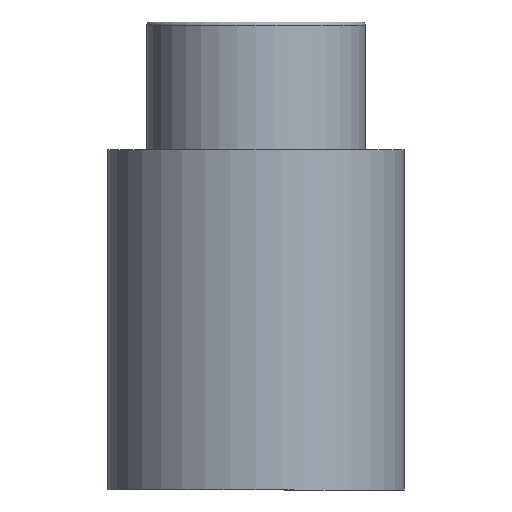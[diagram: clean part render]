
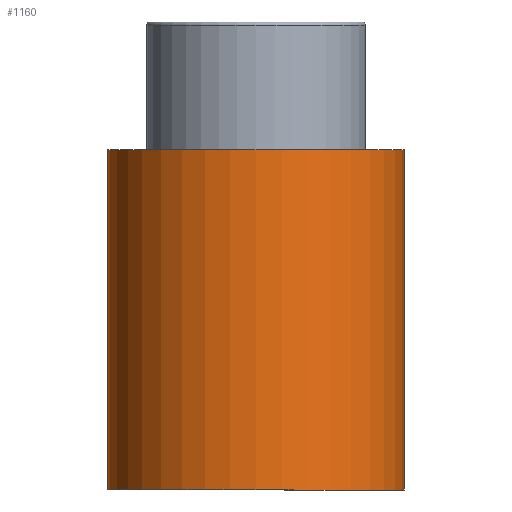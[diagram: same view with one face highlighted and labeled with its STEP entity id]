
A CAD part, front view. The second image highlights one B-rep face of the part: STEP entity #1160.
In plain terms, the highlighted cylindrical face has radius 47.5 mm (diameter 95 mm), a partial arc.
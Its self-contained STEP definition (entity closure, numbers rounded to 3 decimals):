
#58 = VECTOR ( 'NONE', #1212, 1000. ) ;
#108 = CARTESIAN_POINT ( 'NONE',  ( -47.5, 0., 0. ) ) ;
#119 = CARTESIAN_POINT ( 'NONE',  ( -47.5, 0., 109. ) ) ;
#140 = CARTESIAN_POINT ( 'NONE',  ( -47.5, 0., 0. ) ) ;
#200 = DIRECTION ( 'NONE',  ( 0., 0., -1. ) ) ;
#241 = FACE_OUTER_BOUND ( 'NONE', #598, .T. ) ;
#283 = CARTESIAN_POINT ( 'NONE',  ( 0., 0., 0. ) ) ;
#322 = ORIENTED_EDGE ( 'NONE', *, *, #648, .F. ) ;
#358 = EDGE_CURVE ( 'NONE', #1080, #900, #1004, .T. ) ;
#365 = EDGE_CURVE ( 'NONE', #530, #721, #421, .T. ) ;
#409 = CARTESIAN_POINT ( 'NONE',  ( 0., 0., 0. ) ) ;
#420 = CARTESIAN_POINT ( 'NONE',  ( 47.5, 0., 109. ) ) ;
#421 = CIRCLE ( 'NONE', #1229, 47.5 ) ;
#450 = AXIS2_PLACEMENT_3D ( 'NONE', #283, #1033, #828 ) ;
#483 = CYLINDRICAL_SURFACE ( 'NONE', #450, 47.5 ) ;
#530 = VERTEX_POINT ( 'NONE', #420 ) ;
#589 = LINE ( 'NONE', #108, #58 ) ;
#598 = EDGE_LOOP ( 'NONE', ( #322, #1237, #1260, #1198 ) ) ;
#604 = VECTOR ( 'NONE', #718, 1000. ) ;
#618 = DIRECTION ( 'NONE',  ( -1., 0., 0. ) ) ;
#648 = EDGE_CURVE ( 'NONE', #530, #1080, #888, .T. ) ;
#718 = DIRECTION ( 'NONE',  ( 0., 0., -1. ) ) ;
#721 = VERTEX_POINT ( 'NONE', #119 ) ;
#725 = DIRECTION ( 'NONE',  ( 0., 0., -1. ) ) ;
#738 = CARTESIAN_POINT ( 'NONE',  ( 47.5, 0., 0. ) ) ;
#790 = EDGE_CURVE ( 'NONE', #721, #900, #589, .T. ) ;
#828 = DIRECTION ( 'NONE',  ( -1., 0., 0. ) ) ;
#888 = LINE ( 'NONE', #738, #604 ) ;
#900 = VERTEX_POINT ( 'NONE', #140 ) ;
#1004 = CIRCLE ( 'NONE', #1084, 47.5 ) ;
#1033 = DIRECTION ( 'NONE',  ( 0., 0., -1. ) ) ;
#1080 = VERTEX_POINT ( 'NONE', #1130 ) ;
#1084 = AXIS2_PLACEMENT_3D ( 'NONE', #409, #200, #1223 ) ;
#1130 = CARTESIAN_POINT ( 'NONE',  ( 47.5, 0., 0. ) ) ;
#1160 = ADVANCED_FACE ( 'NONE', ( #241 ), #483, .T. ) ;
#1197 = CARTESIAN_POINT ( 'NONE',  ( 0., 0., 109. ) ) ;
#1198 = ORIENTED_EDGE ( 'NONE', *, *, #358, .F. ) ;
#1212 = DIRECTION ( 'NONE',  ( 0., 0., -1. ) ) ;
#1223 = DIRECTION ( 'NONE',  ( -1., 0., 0. ) ) ;
#1229 = AXIS2_PLACEMENT_3D ( 'NONE', #1197, #725, #618 ) ;
#1237 = ORIENTED_EDGE ( 'NONE', *, *, #365, .T. ) ;
#1260 = ORIENTED_EDGE ( 'NONE', *, *, #790, .T. ) ;
